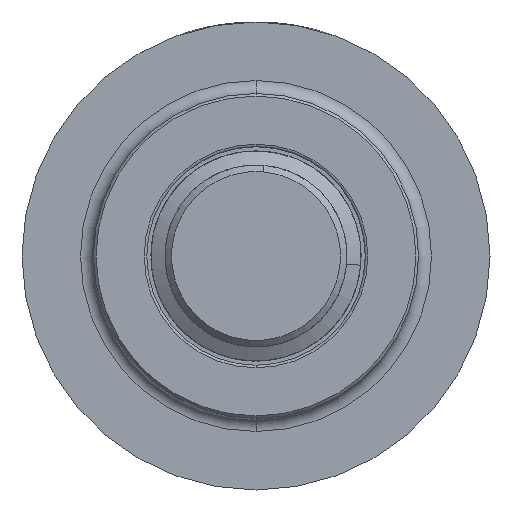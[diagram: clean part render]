
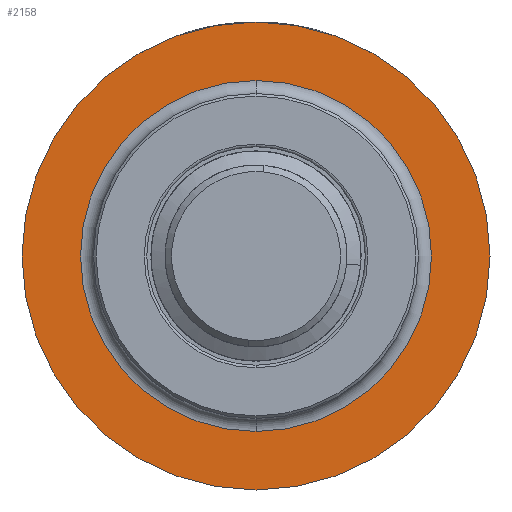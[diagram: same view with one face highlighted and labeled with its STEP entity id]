
A CAD part, front view. The second image highlights one B-rep face of the part: STEP entity #2158.
In plain terms, the highlighted planar face has unit normal (0, -1, 0).
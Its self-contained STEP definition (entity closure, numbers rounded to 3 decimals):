
#538 = FACE_BOUND ( 'NONE', #6943, .T. ) ;
#624 = PLANE ( 'NONE',  #2598 ) ;
#658 = DIRECTION ( 'NONE',  ( 0., 0., -1. ) ) ;
#706 = CARTESIAN_POINT ( 'NONE',  ( 0., 4.42, 0. ) ) ;
#809 = AXIS2_PLACEMENT_3D ( 'NONE', #3272, #1409, #5089 ) ;
#975 = DIRECTION ( 'NONE',  ( 0., -1., 0. ) ) ;
#1298 = EDGE_LOOP ( 'NONE', ( #3274, #2579 ) ) ;
#1316 = CIRCLE ( 'NONE', #6311, 13.5 ) ;
#1369 = DIRECTION ( 'NONE',  ( 0., -1., 0. ) ) ;
#1409 = DIRECTION ( 'NONE',  ( 0., -1., 0. ) ) ;
#1757 = AXIS2_PLACEMENT_3D ( 'NONE', #6601, #3492, #7865 ) ;
#2117 = FACE_OUTER_BOUND ( 'NONE', #1298, .T. ) ;
#2158 = ADVANCED_FACE ( 'NONE', ( #2117, #538 ), #624, .T. ) ;
#2310 = CARTESIAN_POINT ( 'NONE',  ( 0., 4.42, -18. ) ) ;
#2579 = ORIENTED_EDGE ( 'NONE', *, *, #7507, .T. ) ;
#2598 = AXIS2_PLACEMENT_3D ( 'NONE', #6365, #4351, #3123 ) ;
#3074 = ORIENTED_EDGE ( 'NONE', *, *, #3962, .F. ) ;
#3123 = DIRECTION ( 'NONE',  ( 0., 0., -1. ) ) ;
#3207 = CIRCLE ( 'NONE', #809, 13.5 ) ;
#3272 = CARTESIAN_POINT ( 'NONE',  ( 0., 4.42, 0. ) ) ;
#3274 = ORIENTED_EDGE ( 'NONE', *, *, #8153, .T. ) ;
#3492 = DIRECTION ( 'NONE',  ( 0., -1., 0. ) ) ;
#3962 = EDGE_CURVE ( 'NONE', #4608, #7499, #1316, .T. ) ;
#4351 = DIRECTION ( 'NONE',  ( 0., -1., 0. ) ) ;
#4370 = ORIENTED_EDGE ( 'NONE', *, *, #7878, .F. ) ;
#4608 = VERTEX_POINT ( 'NONE', #7442 ) ;
#5089 = DIRECTION ( 'NONE',  ( 0., 0., -1. ) ) ;
#5398 = CARTESIAN_POINT ( 'NONE',  ( 0., 4.42, 13.5 ) ) ;
#5436 = VERTEX_POINT ( 'NONE', #5951 ) ;
#5951 = CARTESIAN_POINT ( 'NONE',  ( 0., 4.42, 18. ) ) ;
#6024 = CARTESIAN_POINT ( 'NONE',  ( 0., 4.42, 0. ) ) ;
#6311 = AXIS2_PLACEMENT_3D ( 'NONE', #706, #1369, #658 ) ;
#6365 = CARTESIAN_POINT ( 'NONE',  ( 13.5, 4.42, 0. ) ) ;
#6403 = VERTEX_POINT ( 'NONE', #2310 ) ;
#6601 = CARTESIAN_POINT ( 'NONE',  ( 0., 4.42, 0. ) ) ;
#6943 = EDGE_LOOP ( 'NONE', ( #3074, #4370 ) ) ;
#7047 = CIRCLE ( 'NONE', #8140, 18. ) ;
#7053 = CIRCLE ( 'NONE', #1757, 18. ) ;
#7442 = CARTESIAN_POINT ( 'NONE',  ( 0., 4.42, -13.5 ) ) ;
#7499 = VERTEX_POINT ( 'NONE', #5398 ) ;
#7507 = EDGE_CURVE ( 'NONE', #5436, #6403, #7053, .T. ) ;
#7865 = DIRECTION ( 'NONE',  ( 0., 0., -1. ) ) ;
#7878 = EDGE_CURVE ( 'NONE', #7499, #4608, #3207, .T. ) ;
#7976 = DIRECTION ( 'NONE',  ( 0., 0., -1. ) ) ;
#8140 = AXIS2_PLACEMENT_3D ( 'NONE', #6024, #975, #7976 ) ;
#8153 = EDGE_CURVE ( 'NONE', #6403, #5436, #7047, .T. ) ;
